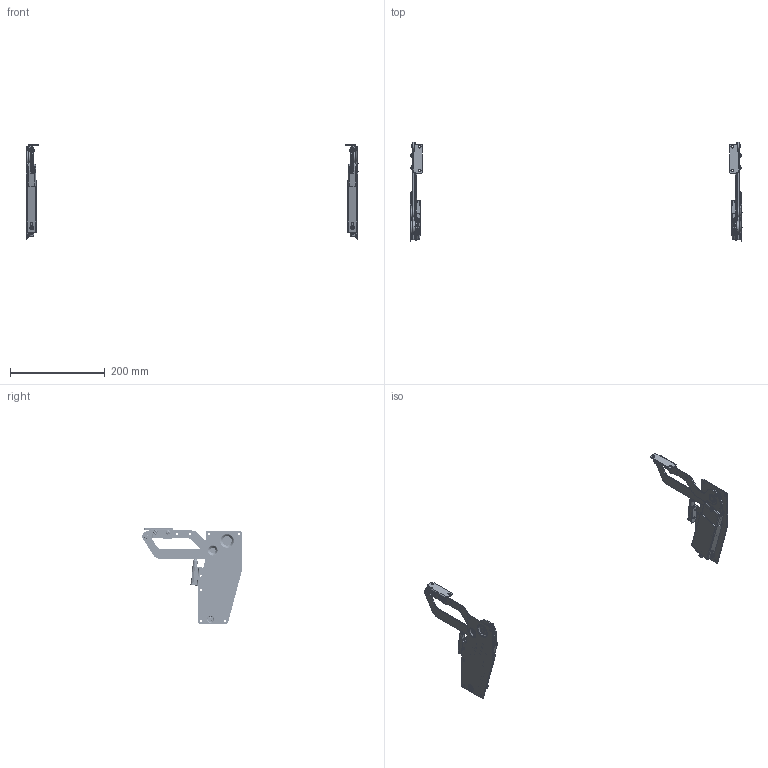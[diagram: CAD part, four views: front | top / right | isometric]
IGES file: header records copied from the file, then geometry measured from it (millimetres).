
Start section: SolidWorks IGES file using analytic representation for surfaces
Global section: file name: FD-72.IGS,15; native system: HSolidWorks 2014; preprocessor: SolidWorks 2014; author: 1337yo; date: 191211.165317; units: millimetre
Bounding box: 699.2 x 209.5 x 200.3 mm (x, y, z)
Surface area: 243387.3 mm2 (no closed solid volume)
Topology: 0 solids, 0 shells, 1889 faces, 29666 edges, 29644 vertices
Faces by surface type: revolution 1010, bspline 879
